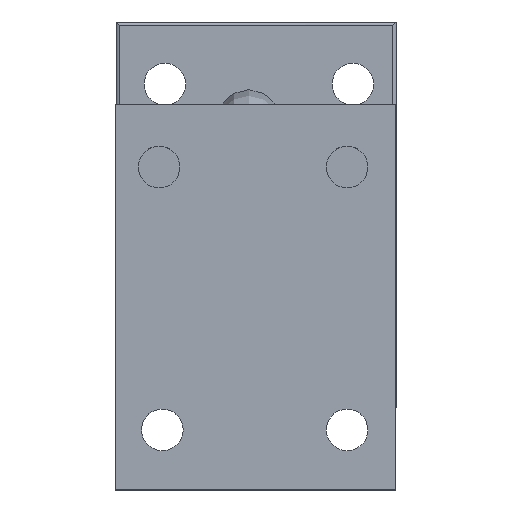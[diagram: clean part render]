
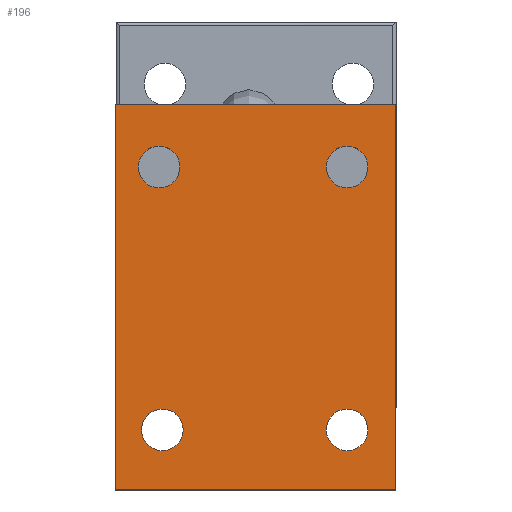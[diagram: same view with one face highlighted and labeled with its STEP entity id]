
A CAD part, top view. The second image highlights one B-rep face of the part: STEP entity #196.
In plain terms, the highlighted face is planar.
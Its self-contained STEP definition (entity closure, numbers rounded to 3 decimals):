
#42 = AXIS2_PLACEMENT_3D ( 'NONE', #2431, #2073, #522 ) ;
#47 = ORIENTED_EDGE ( 'NONE', *, *, #1158, .F. ) ;
#67 = CARTESIAN_POINT ( 'NONE',  ( 13.825, 18.625, -2.5 ) ) ;
#92 = CARTESIAN_POINT ( 'NONE',  ( 13.362, -18.925, -2.5 ) ) ;
#126 = VERTEX_POINT ( 'NONE', #2258 ) ;
#184 = CARTESIAN_POINT ( 'NONE',  ( -13.025, 18.625, -2.5 ) ) ;
#196 = ADVANCED_FACE ( 'NONE', ( #213, #926, #1294, #1908, #199 ), #2056, .T. ) ;
#199 = FACE_OUTER_BOUND ( 'NONE', #998, .T. ) ;
#213 = FACE_BOUND ( 'NONE', #620, .T. ) ;
#228 = CARTESIAN_POINT ( 'NONE',  ( -10.05, 18.625, -2.5 ) ) ;
#235 = LINE ( 'NONE', #2368, #1646 ) ;
#273 = ORIENTED_EDGE ( 'NONE', *, *, #2389, .F. ) ;
#298 = CARTESIAN_POINT ( 'NONE',  ( -20., 27.5, -2.5 ) ) ;
#363 = DIRECTION ( 'NONE',  ( 0., 0., -1. ) ) ;
#376 = CIRCLE ( 'NONE', #1088, 2.975 ) ;
#406 = ORIENTED_EDGE ( 'NONE', *, *, #2304, .F. ) ;
#436 = ORIENTED_EDGE ( 'NONE', *, *, #2442, .F. ) ;
#441 = DIRECTION ( 'NONE',  ( -1., 0., 0. ) ) ;
#492 = AXIS2_PLACEMENT_3D ( 'NONE', #2017, #1139, #2264 ) ;
#522 = DIRECTION ( 'NONE',  ( -1., 0., 0. ) ) ;
#524 = EDGE_CURVE ( 'NONE', #1980, #1938, #853, .T. ) ;
#555 = VECTOR ( 'NONE', #705, 1000. ) ;
#584 = ORIENTED_EDGE ( 'NONE', *, *, #2114, .F. ) ;
#620 = EDGE_LOOP ( 'NONE', ( #436, #273 ) ) ;
#644 = DIRECTION ( 'NONE',  ( 0., -1., 0. ) ) ;
#663 = EDGE_CURVE ( 'NONE', #1938, #1980, #376, .T. ) ;
#670 = DIRECTION ( 'NONE',  ( 0., 0., -1. ) ) ;
#705 = DIRECTION ( 'NONE',  ( 0., 1., 0. ) ) ;
#718 = DIRECTION ( 'NONE',  ( -1., 0., 0. ) ) ;
#741 = DIRECTION ( 'NONE',  ( -1., 0., 0. ) ) ;
#747 = CIRCLE ( 'NONE', #42, 2.975 ) ;
#760 = VECTOR ( 'NONE', #830, 1000. ) ;
#777 = ORIENTED_EDGE ( 'NONE', *, *, #983, .F. ) ;
#790 = VERTEX_POINT ( 'NONE', #2255 ) ;
#824 = VERTEX_POINT ( 'NONE', #1704 ) ;
#830 = DIRECTION ( 'NONE',  ( 1., 0., 0. ) ) ;
#853 = CIRCLE ( 'NONE', #1417, 2.975 ) ;
#879 = CIRCLE ( 'NONE', #1845, 2.975 ) ;
#885 = CARTESIAN_POINT ( 'NONE',  ( 13.362, -18.925, -2.5 ) ) ;
#926 = FACE_BOUND ( 'NONE', #1039, .T. ) ;
#933 = AXIS2_PLACEMENT_3D ( 'NONE', #954, #1722, #741 ) ;
#954 = CARTESIAN_POINT ( 'NONE',  ( 0., 0., -2.5 ) ) ;
#971 = EDGE_CURVE ( 'NONE', #1124, #2091, #235, .T. ) ;
#983 = EDGE_CURVE ( 'NONE', #790, #1124, #991, .T. ) ;
#988 = CIRCLE ( 'NONE', #1068, 2.975 ) ;
#991 = LINE ( 'NONE', #1408, #1009 ) ;
#998 = EDGE_LOOP ( 'NONE', ( #406, #2133, #1545, #777 ) ) ;
#1009 = VECTOR ( 'NONE', #1396, 1000. ) ;
#1033 = LINE ( 'NONE', #2374, #760 ) ;
#1039 = EDGE_LOOP ( 'NONE', ( #2391, #2016 ) ) ;
#1068 = AXIS2_PLACEMENT_3D ( 'NONE', #2288, #2443, #718 ) ;
#1088 = AXIS2_PLACEMENT_3D ( 'NONE', #92, #1866, #1331 ) ;
#1096 = CARTESIAN_POINT ( 'NONE',  ( 16.8, 18.625, -2.5 ) ) ;
#1124 = VERTEX_POINT ( 'NONE', #298 ) ;
#1131 = CARTESIAN_POINT ( 'NONE',  ( -10.05, -18.925, -2.5 ) ) ;
#1139 = DIRECTION ( 'NONE',  ( 0., 0., -1. ) ) ;
#1145 = CARTESIAN_POINT ( 'NONE',  ( -20., -27.5, -2.5 ) ) ;
#1158 = EDGE_CURVE ( 'NONE', #126, #1858, #1249, .T. ) ;
#1169 = EDGE_LOOP ( 'NONE', ( #1423, #47 ) ) ;
#1249 = CIRCLE ( 'NONE', #492, 2.975 ) ;
#1272 = EDGE_LOOP ( 'NONE', ( #2471, #584 ) ) ;
#1277 = DIRECTION ( 'NONE',  ( -1., 0., 0. ) ) ;
#1293 = DIRECTION ( 'NONE',  ( -1., 0., 0. ) ) ;
#1294 = FACE_BOUND ( 'NONE', #1272, .T. ) ;
#1331 = DIRECTION ( 'NONE',  ( -1., 0., 0. ) ) ;
#1396 = DIRECTION ( 'NONE',  ( -1., 0., 0. ) ) ;
#1408 = CARTESIAN_POINT ( 'NONE',  ( -20., 27.5, -2.5 ) ) ;
#1414 = CIRCLE ( 'NONE', #1610, 2.975 ) ;
#1417 = AXIS2_PLACEMENT_3D ( 'NONE', #885, #670, #1277 ) ;
#1423 = ORIENTED_EDGE ( 'NONE', *, *, #2013, .F. ) ;
#1545 = ORIENTED_EDGE ( 'NONE', *, *, #971, .F. ) ;
#1564 = VERTEX_POINT ( 'NONE', #1710 ) ;
#1610 = AXIS2_PLACEMENT_3D ( 'NONE', #2285, #363, #1721 ) ;
#1641 = EDGE_CURVE ( 'NONE', #2294, #824, #2372, .T. ) ;
#1646 = VECTOR ( 'NONE', #644, 1000. ) ;
#1666 = CARTESIAN_POINT ( 'NONE',  ( 20., -27.5, -2.5 ) ) ;
#1696 = CARTESIAN_POINT ( 'NONE',  ( 20., -27.5, -2.5 ) ) ;
#1704 = CARTESIAN_POINT ( 'NONE',  ( 10.85, 18.625, -2.5 ) ) ;
#1710 = CARTESIAN_POINT ( 'NONE',  ( -16., -18.925, -2.5 ) ) ;
#1718 = EDGE_CURVE ( 'NONE', #2091, #2169, #1033, .T. ) ;
#1721 = DIRECTION ( 'NONE',  ( -1., 0., 0. ) ) ;
#1722 = DIRECTION ( 'NONE',  ( 0., 0., -1. ) ) ;
#1845 = AXIS2_PLACEMENT_3D ( 'NONE', #184, #2465, #1293 ) ;
#1858 = VERTEX_POINT ( 'NONE', #228 ) ;
#1866 = DIRECTION ( 'NONE',  ( 0., 0., -1. ) ) ;
#1908 = FACE_BOUND ( 'NONE', #1169, .T. ) ;
#1910 = LINE ( 'NONE', #1696, #555 ) ;
#1938 = VERTEX_POINT ( 'NONE', #1948 ) ;
#1948 = CARTESIAN_POINT ( 'NONE',  ( 10.387, -18.925, -2.5 ) ) ;
#1959 = AXIS2_PLACEMENT_3D ( 'NONE', #67, #2362, #441 ) ;
#1980 = VERTEX_POINT ( 'NONE', #2042 ) ;
#1990 = VERTEX_POINT ( 'NONE', #1131 ) ;
#2013 = EDGE_CURVE ( 'NONE', #1858, #126, #879, .T. ) ;
#2016 = ORIENTED_EDGE ( 'NONE', *, *, #663, .F. ) ;
#2017 = CARTESIAN_POINT ( 'NONE',  ( -13.025, 18.625, -2.5 ) ) ;
#2042 = CARTESIAN_POINT ( 'NONE',  ( 16.337, -18.925, -2.5 ) ) ;
#2056 = PLANE ( 'NONE',  #933 ) ;
#2073 = DIRECTION ( 'NONE',  ( 0., 0., -1. ) ) ;
#2091 = VERTEX_POINT ( 'NONE', #1145 ) ;
#2114 = EDGE_CURVE ( 'NONE', #824, #2294, #1414, .T. ) ;
#2133 = ORIENTED_EDGE ( 'NONE', *, *, #1718, .F. ) ;
#2169 = VERTEX_POINT ( 'NONE', #1666 ) ;
#2255 = CARTESIAN_POINT ( 'NONE',  ( 20., 27.5, -2.5 ) ) ;
#2258 = CARTESIAN_POINT ( 'NONE',  ( -16., 18.625, -2.5 ) ) ;
#2264 = DIRECTION ( 'NONE',  ( -1., 0., 0. ) ) ;
#2285 = CARTESIAN_POINT ( 'NONE',  ( 13.825, 18.625, -2.5 ) ) ;
#2288 = CARTESIAN_POINT ( 'NONE',  ( -13.025, -18.925, -2.5 ) ) ;
#2294 = VERTEX_POINT ( 'NONE', #1096 ) ;
#2304 = EDGE_CURVE ( 'NONE', #2169, #790, #1910, .T. ) ;
#2362 = DIRECTION ( 'NONE',  ( 0., 0., -1. ) ) ;
#2368 = CARTESIAN_POINT ( 'NONE',  ( -20., -27.5, -2.5 ) ) ;
#2372 = CIRCLE ( 'NONE', #1959, 2.975 ) ;
#2374 = CARTESIAN_POINT ( 'NONE',  ( -20., -27.5, -2.5 ) ) ;
#2389 = EDGE_CURVE ( 'NONE', #1564, #1990, #747, .T. ) ;
#2391 = ORIENTED_EDGE ( 'NONE', *, *, #524, .F. ) ;
#2431 = CARTESIAN_POINT ( 'NONE',  ( -13.025, -18.925, -2.5 ) ) ;
#2442 = EDGE_CURVE ( 'NONE', #1990, #1564, #988, .T. ) ;
#2443 = DIRECTION ( 'NONE',  ( 0., 0., -1. ) ) ;
#2465 = DIRECTION ( 'NONE',  ( 0., 0., -1. ) ) ;
#2471 = ORIENTED_EDGE ( 'NONE', *, *, #1641, .F. ) ;
